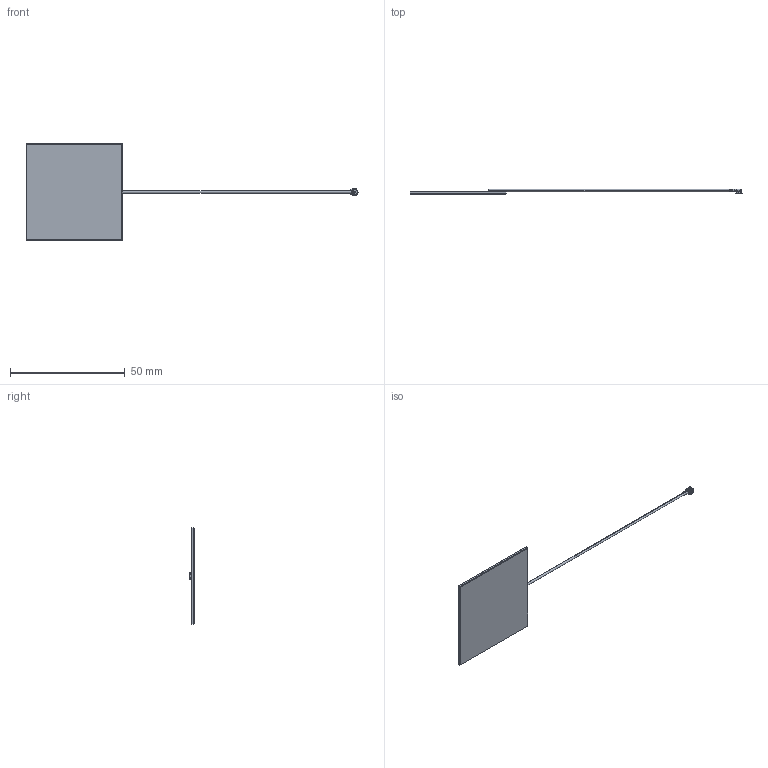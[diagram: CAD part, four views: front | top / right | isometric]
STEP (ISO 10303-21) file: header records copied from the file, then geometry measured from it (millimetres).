
FILE_DESCRIPTION (( 'STEP AP214' ), '1' );
FILE_NAME ('PE51196.step', '2020-06-18T14:12:27', ( '' ), ( '' ), 'SwSTEP 2.0', 'SolidWorks 2018', '' );
FILE_SCHEMA (( 'AUTOMOTIVE_DESIGN' ));
Length unit declared in the file: millimetre
Products named in the file (3): PE51196; UFL_connector; HG821-3PUSQ-100IPEX_PCB W-CABLE
Assembly tree (2 placements, depth 2):
  PE51196
    HG821-3PUSQ-100IPEX_PCB W-CABLE
    UFL_connector
Bounding box: 144.86 x 2.45 x 42.01 mm (x, y, z)
Volume: 2354.6 mm3; surface area: 5038.9 mm2
Topology: 3 solids, 3 shells, 135 faces, 357 edges, 236 vertices
Faces by surface type: plane 100, cylinder 33, torus 2
Entity records: 5032 total; most frequent: CARTESIAN_POINT 819, ORIENTED_EDGE 714, DIRECTION 697, EDGE_CURVE 357, LINE 257, VECTOR 257, VERTEX_POINT 236, AXIS2_PLACEMENT_3D 220
